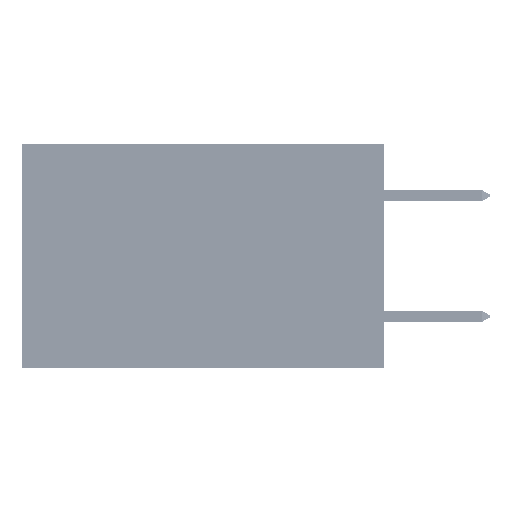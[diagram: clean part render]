
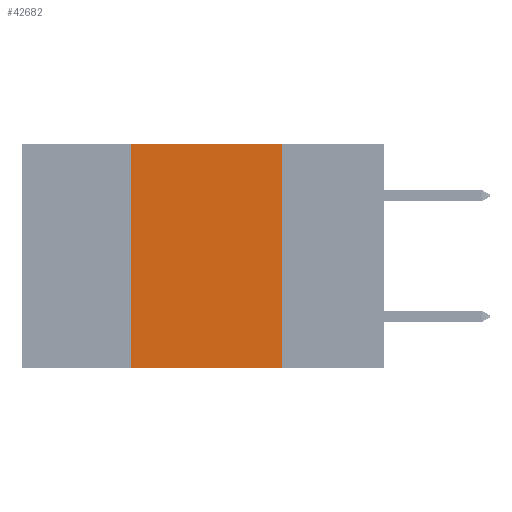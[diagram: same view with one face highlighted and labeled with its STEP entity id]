
A CAD part, left-side view. The second image highlights one B-rep face of the part: STEP entity #42682.
In plain terms, the highlighted planar face has unit normal (-1, 0, 0).
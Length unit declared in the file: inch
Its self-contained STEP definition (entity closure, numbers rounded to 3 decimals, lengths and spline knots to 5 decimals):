
#863 = CARTESIAN_POINT ( 'NONE',  ( 0., 0.42, -0.37 ) ) ;
#1179 = LINE ( 'NONE', #33707, #11710 ) ;
#3099 = CARTESIAN_POINT ( 'NONE',  ( 0., 0.17, -0.37 ) ) ;
#6244 = VERTEX_POINT ( 'NONE', #13519 ) ;
#7321 = DIRECTION ( 'NONE',  ( 0., 0., -1. ) ) ;
#7324 = EDGE_CURVE ( 'NONE', #27604, #51738, #35560, .T. ) ;
#10949 = EDGE_CURVE ( 'NONE', #51738, #6244, #35606, .T. ) ;
#11004 = DIRECTION ( 'NONE',  ( 1., 0., 0. ) ) ;
#11710 = VECTOR ( 'NONE', #33186, 39.37008 ) ;
#11745 = DIRECTION ( 'NONE',  ( 0., -1., 0. ) ) ;
#13519 = CARTESIAN_POINT ( 'NONE',  ( 0., 0.17, 0. ) ) ;
#13958 = VERTEX_POINT ( 'NONE', #3099 ) ;
#14489 = VECTOR ( 'NONE', #11745, 39.37008 ) ;
#15270 = AXIS2_PLACEMENT_3D ( 'NONE', #46944, #11004, #7321 ) ;
#17800 = CARTESIAN_POINT ( 'NONE',  ( 0., 0.17, 0. ) ) ;
#20101 = CARTESIAN_POINT ( 'NONE',  ( 0., 0.42, 0. ) ) ;
#24024 = DIRECTION ( 'NONE',  ( 0., 0., 1. ) ) ;
#25540 = ORIENTED_EDGE ( 'NONE', *, *, #10949, .F. ) ;
#26725 = FACE_OUTER_BOUND ( 'NONE', #39918, .T. ) ;
#27496 = ORIENTED_EDGE ( 'NONE', *, *, #37773, .T. ) ;
#27604 = VERTEX_POINT ( 'NONE', #863 ) ;
#29976 = VECTOR ( 'NONE', #49819, 39.37008 ) ;
#33186 = DIRECTION ( 'NONE',  ( 0., -1., 0. ) ) ;
#33707 = CARTESIAN_POINT ( 'NONE',  ( 0., 0.6, -0.37 ) ) ;
#34046 = LINE ( 'NONE', #17800, #29976 ) ;
#35341 = EDGE_CURVE ( 'NONE', #6244, #13958, #34046, .T. ) ;
#35560 = LINE ( 'NONE', #44218, #45283 ) ;
#35606 = LINE ( 'NONE', #47695, #14489 ) ;
#36194 = ORIENTED_EDGE ( 'NONE', *, *, #7324, .F. ) ;
#37773 = EDGE_CURVE ( 'NONE', #27604, #13958, #1179, .T. ) ;
#39918 = EDGE_LOOP ( 'NONE', ( #43754, #25540, #36194, #27496 ) ) ;
#42682 = ADVANCED_FACE ( 'NONE', ( #26725 ), #47214, .F. ) ;
#43754 = ORIENTED_EDGE ( 'NONE', *, *, #35341, .F. ) ;
#44218 = CARTESIAN_POINT ( 'NONE',  ( 0., 0.42, 0. ) ) ;
#45283 = VECTOR ( 'NONE', #24024, 39.37008 ) ;
#46944 = CARTESIAN_POINT ( 'NONE',  ( 0., 0.6, 0. ) ) ;
#47214 = PLANE ( 'NONE',  #15270 ) ;
#47695 = CARTESIAN_POINT ( 'NONE',  ( 0., 0.6, 0. ) ) ;
#49819 = DIRECTION ( 'NONE',  ( 0., 0., -1. ) ) ;
#51738 = VERTEX_POINT ( 'NONE', #20101 ) ;
